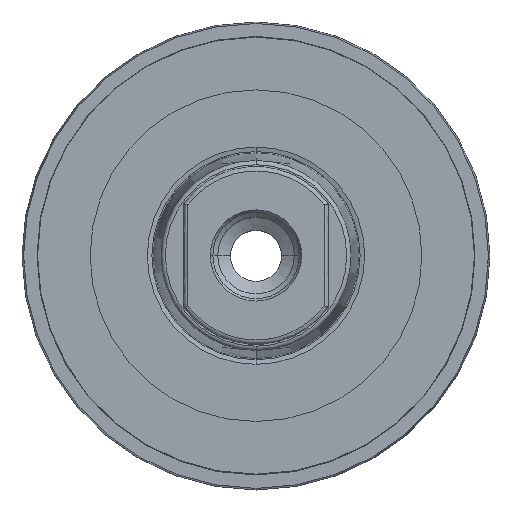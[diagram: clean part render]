
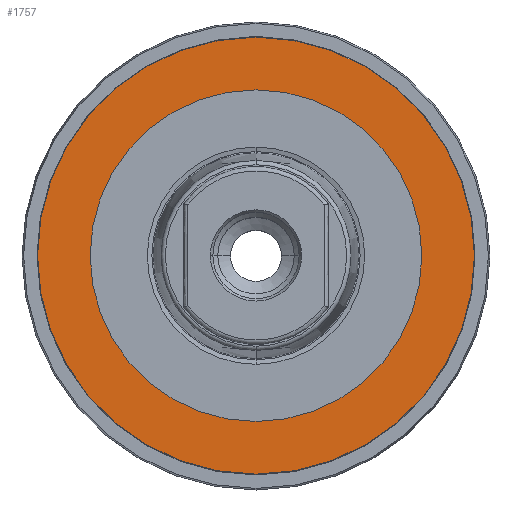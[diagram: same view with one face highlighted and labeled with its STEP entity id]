
A CAD part, top view. The second image highlights one B-rep face of the part: STEP entity #1757.
In plain terms, the highlighted planar face has unit normal (0, 0, 1).
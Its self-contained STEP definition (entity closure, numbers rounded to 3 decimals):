
#659=CARTESIAN_POINT('',(0.,0.,-0.3));
#660=DIRECTION('',(0.,0.,1.));
#661=DIRECTION('',(0.,1.,0.));
#662=AXIS2_PLACEMENT_3D('',#659,#660,#661);
#667=CARTESIAN_POINT('',(0.,0.,-0.3));
#668=DIRECTION('',(0.,0.,-1.));
#669=DIRECTION('',(0.,1.,0.));
#670=AXIS2_PLACEMENT_3D('',#667,#668,#669);
#675=CARTESIAN_POINT('',(0.,0.,-0.3));
#676=DIRECTION('',(0.,0.,-1.));
#677=DIRECTION('',(0.,1.,0.));
#678=AXIS2_PLACEMENT_3D('',#675,#676,#677);
#989=CARTESIAN_POINT('',(0.,0.,-0.3));
#990=DIRECTION('',(0.,0.,1.));
#991=DIRECTION('',(0.,1.,0.));
#992=AXIS2_PLACEMENT_3D('',#989,#990,#991);
#1145=CARTESIAN_POINT('',(0.,19.5,-0.3));
#1146=CARTESIAN_POINT('',(0.,-19.5,-0.3));
#1147=VERTEX_POINT('',#1145);
#1148=VERTEX_POINT('',#1146);
#1149=CARTESIAN_POINT('',(0.,25.692,-0.3));
#1150=CARTESIAN_POINT('',(0.,-25.692,-0.3));
#1151=VERTEX_POINT('',#1149);
#1152=VERTEX_POINT('',#1150);
#1742=CARTESIAN_POINT('',(0.,0.,-0.3));
#1743=DIRECTION('',(0.,0.,-1.));
#1744=DIRECTION('',(0.,-1.,0.));
#1745=AXIS2_PLACEMENT_3D('',#1742,#1743,#1744);
#1746=PLANE('',#1745);
#1748=ORIENTED_EDGE('',*,*,#1747,.T.);
#1750=ORIENTED_EDGE('',*,*,#1749,.F.);
#1751=EDGE_LOOP('',(#1748,#1750));
#1752=FACE_OUTER_BOUND('',#1751,.F.);
#1753=ORIENTED_EDGE('',*,*,#1737,.T.);
#1754=ORIENTED_EDGE('',*,*,#1721,.F.);
#1755=EDGE_LOOP('',(#1753,#1754));
#1756=FACE_BOUND('',#1755,.F.);
#663=CIRCLE('',#662,19.5);
#671=CIRCLE('',#670,19.5);
#679=CIRCLE('',#678,25.692);
#993=CIRCLE('',#992,25.692);
#1721=EDGE_CURVE('',#1147,#1148,#671,.T.);
#1737=EDGE_CURVE('',#1147,#1148,#663,.T.);
#1747=EDGE_CURVE('',#1151,#1152,#679,.T.);
#1749=EDGE_CURVE('',#1151,#1152,#993,.T.);
#1757=ADVANCED_FACE('',(#1752,#1756),#1746,.F.);
